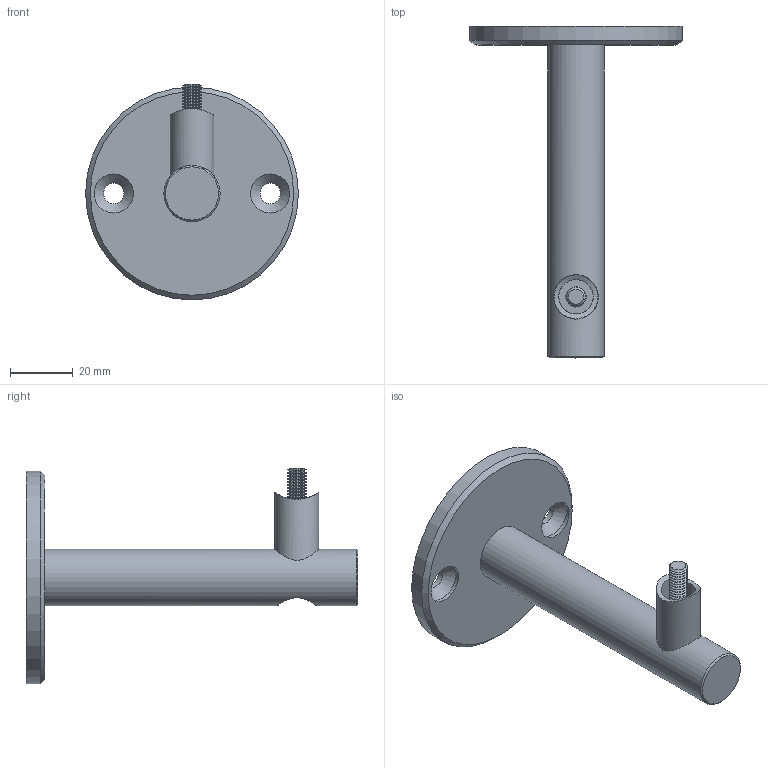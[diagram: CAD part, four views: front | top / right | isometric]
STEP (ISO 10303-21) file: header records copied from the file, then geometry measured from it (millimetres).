
FILE_DESCRIPTION (( 'STEP AP203' ), '1' );
FILE_NAME ('60823-240.STEP', '2019-10-10T08:54:57', ( '' ), ( '' ), 'SwSTEP 2.0', 'SolidWorks 2015', '' );
FILE_SCHEMA (( 'CONFIG_CONTROL_DESIGN' ));
Length unit declared in the file: millimetre
Products named in the file (11): 60823-240 Teil1_60823-240 Teil1; 60823-240 Teil3_60823-240 Teil3; 60823-240; socket countersunk head screw_din_DIN 7991 - M8 x 20 --- 20S; socket countersunk head screw_din; 60823-240 Teil1; 60823-240 Teil3; 60823-240 Teil2; socket countersunk head screw_din_DIN 7991 - M6 x 40 --- 40S; 60823-240 Teil2_60823-240 Teil2
Assembly tree (5 placements, depth 2):
  60823-240
    60823-240 Teil2_60823-240 Teil2
    60823-240 Teil3_60823-240 Teil3
    60823-240 Teil1_60823-240 Teil1
    socket countersunk head screw_din_DIN 7991 - M8 x 20 --- 20S
    socket countersunk head screw_din_DIN 7991 - M6 x 40 --- 40S
  socket countersunk head screw_din
  60823-240 Teil1
  socket countersunk head screw_din
  60823-240 Teil3
Bounding box: 68 x 106 x 68.95 mm (x, y, z)
Volume: 46497.2 mm3; surface area: 19604.7 mm2
Topology: 5 solids, 5 shells, 438 faces, 1040 edges, 638 vertices
Faces by surface type: plane 152, bspline 110, cone 108, cylinder 66, torus 2
Full cylindrical faces by diameter (mm): 6 x37, 6.5 x3, 6.8 x1, 8 x12, 8.5 x1, 11 x1, 11.57 x1, 12.5 x3, 14 x1, 14.2 x1, 15.57 x1, 16.5 x1, 18 x1, 68 x1
Entity records: 18955 total; most frequent: CARTESIAN_POINT 9306, ORIENTED_EDGE 1700, DIRECTION 1492, EDGE_CURVE 850, EDGE_LOOP 650, VERTEX_POINT 624, AXIS2_PLACEMENT_3D 529, FACE_OUTER_BOUND 505
